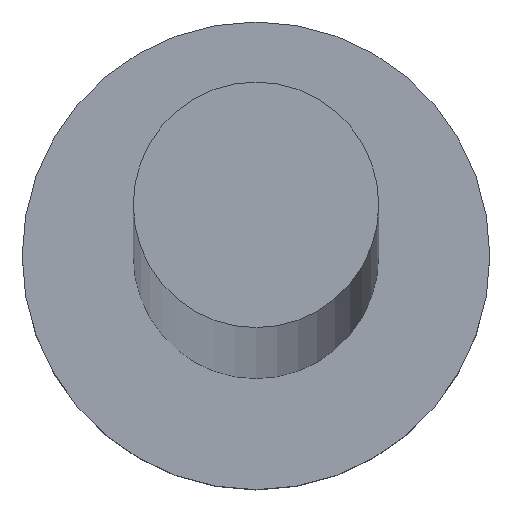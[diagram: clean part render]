
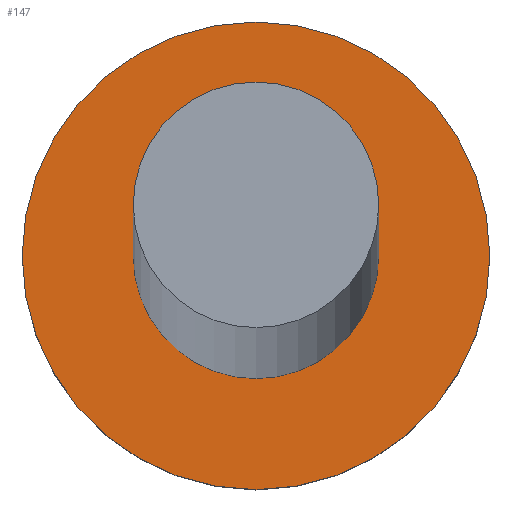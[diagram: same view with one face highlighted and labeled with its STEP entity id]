
A CAD part, top view. The second image highlights one B-rep face of the part: STEP entity #147.
In plain terms, the highlighted planar face has unit normal (0, 0, 1).
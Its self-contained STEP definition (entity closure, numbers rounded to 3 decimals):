
#8 = DIRECTION ( 'NONE',  ( 0., 0., 1. ) ) ;
#15 = CARTESIAN_POINT ( 'NONE',  ( 0., 0., 3. ) ) ;
#26 = DIRECTION ( 'NONE',  ( 0., 0., 1. ) ) ;
#27 = EDGE_CURVE ( 'NONE', #59, #121, #161, .T. ) ;
#37 = CIRCLE ( 'NONE', #158, 2.1 ) ;
#46 = DIRECTION ( 'NONE',  ( 1., 0., 0. ) ) ;
#48 = AXIS2_PLACEMENT_3D ( 'NONE', #163, #236, #124 ) ;
#59 = VERTEX_POINT ( 'NONE', #64 ) ;
#61 = EDGE_LOOP ( 'NONE', ( #139, #198 ) ) ;
#63 = FACE_BOUND ( 'NONE', #127, .T. ) ;
#64 = CARTESIAN_POINT ( 'NONE',  ( -2.1, 0., 3. ) ) ;
#69 = AXIS2_PLACEMENT_3D ( 'NONE', #166, #249, #46 ) ;
#73 = DIRECTION ( 'NONE',  ( 1., 0., 0. ) ) ;
#86 = DIRECTION ( 'NONE',  ( 0., 0., 1. ) ) ;
#88 = ORIENTED_EDGE ( 'NONE', *, *, #27, .F. ) ;
#89 = CARTESIAN_POINT ( 'NONE',  ( 2.1, 0., 3. ) ) ;
#95 = AXIS2_PLACEMENT_3D ( 'NONE', #15, #8, #73 ) ;
#108 = EDGE_CURVE ( 'NONE', #221, #178, #231, .T. ) ;
#109 = FACE_OUTER_BOUND ( 'NONE', #61, .T. ) ;
#112 = CARTESIAN_POINT ( 'NONE',  ( 0., 0., 3. ) ) ;
#121 = VERTEX_POINT ( 'NONE', #89 ) ;
#123 = EDGE_CURVE ( 'NONE', #121, #59, #37, .T. ) ;
#124 = DIRECTION ( 'NONE',  ( 1., 0., 0. ) ) ;
#127 = EDGE_LOOP ( 'NONE', ( #88, #130 ) ) ;
#128 = CARTESIAN_POINT ( 'NONE',  ( 0., 0., 3. ) ) ;
#130 = ORIENTED_EDGE ( 'NONE', *, *, #123, .F. ) ;
#139 = ORIENTED_EDGE ( 'NONE', *, *, #189, .T. ) ;
#145 = DIRECTION ( 'NONE',  ( 1., 0., 0. ) ) ;
#147 = ADVANCED_FACE ( 'NONE', ( #63, #109 ), #218, .T. ) ;
#158 = AXIS2_PLACEMENT_3D ( 'NONE', #128, #26, #145 ) ;
#161 = CIRCLE ( 'NONE', #48, 2.1 ) ;
#163 = CARTESIAN_POINT ( 'NONE',  ( 0., 0., 3. ) ) ;
#166 = CARTESIAN_POINT ( 'NONE',  ( 0., 0., 3. ) ) ;
#169 = CARTESIAN_POINT ( 'NONE',  ( 4., 0., 3. ) ) ;
#178 = VERTEX_POINT ( 'NONE', #185 ) ;
#180 = AXIS2_PLACEMENT_3D ( 'NONE', #112, #86, #202 ) ;
#185 = CARTESIAN_POINT ( 'NONE',  ( -4., 0., 3. ) ) ;
#189 = EDGE_CURVE ( 'NONE', #178, #221, #244, .T. ) ;
#198 = ORIENTED_EDGE ( 'NONE', *, *, #108, .T. ) ;
#202 = DIRECTION ( 'NONE',  ( 1., 0., 0. ) ) ;
#218 = PLANE ( 'NONE',  #69 ) ;
#221 = VERTEX_POINT ( 'NONE', #169 ) ;
#231 = CIRCLE ( 'NONE', #180, 4. ) ;
#236 = DIRECTION ( 'NONE',  ( 0., 0., 1. ) ) ;
#244 = CIRCLE ( 'NONE', #95, 4. ) ;
#249 = DIRECTION ( 'NONE',  ( 0., 0., 1. ) ) ;
